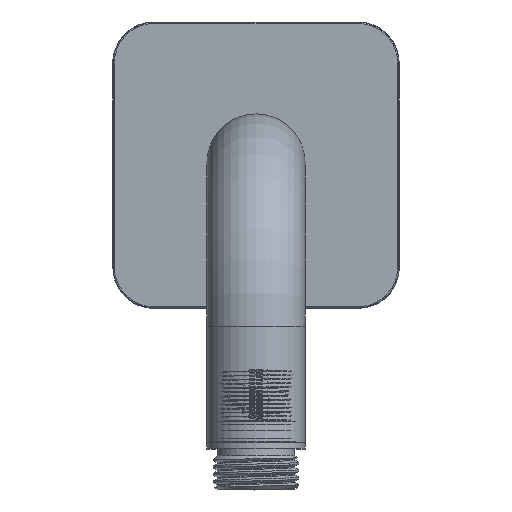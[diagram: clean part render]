
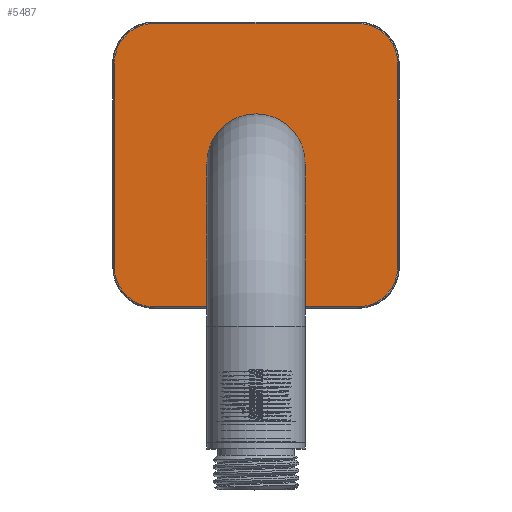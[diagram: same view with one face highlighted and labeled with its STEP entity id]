
A CAD part, top view. The second image highlights one B-rep face of the part: STEP entity #5487.
In plain terms, the highlighted face is planar.
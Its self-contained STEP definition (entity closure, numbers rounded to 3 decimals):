
#60=ELLIPSE('',#5910,9.703,9.7);
#61=ELLIPSE('',#5914,9.703,9.7);
#62=ELLIPSE('',#5917,9.703,9.7);
#63=ELLIPSE('',#5919,9.703,9.7);
#302=CIRCLE('',#5889,10.9);
#524=LINE('',#23016,#775);
#540=LINE('',#23064,#791);
#541=LINE('',#23092,#792);
#542=LINE('',#23120,#793);
#775=VECTOR('',#6689,1000.);
#791=VECTOR('',#6737,1000.);
#792=VECTOR('',#6746,1000.);
#793=VECTOR('',#6755,1000.);
#982=PLANE('',#5918);
#2167=ORIENTED_EDGE('',*,*,#3243,.F.);
#2168=ORIENTED_EDGE('',*,*,#3279,.T.);
#2169=ORIENTED_EDGE('',*,*,#3277,.T.);
#2170=ORIENTED_EDGE('',*,*,#3275,.T.);
#2171=ORIENTED_EDGE('',*,*,#3273,.T.);
#2172=ORIENTED_EDGE('',*,*,#3271,.T.);
#2173=ORIENTED_EDGE('',*,*,#3281,.T.);
#2174=ORIENTED_EDGE('',*,*,#3247,.T.);
#2175=ORIENTED_EDGE('',*,*,#3280,.T.);
#3243=EDGE_CURVE('',#3944,#3944,#302,.T.);
#3247=EDGE_CURVE('',#3945,#3948,#524,.F.);
#3271=EDGE_CURVE('',#3963,#3964,#540,.F.);
#3273=EDGE_CURVE('',#3965,#3963,#60,.T.);
#3275=EDGE_CURVE('',#3966,#3965,#541,.F.);
#3277=EDGE_CURVE('',#3967,#3966,#61,.T.);
#3279=EDGE_CURVE('',#3968,#3967,#542,.F.);
#3280=EDGE_CURVE('',#3948,#3968,#62,.T.);
#3281=EDGE_CURVE('',#3964,#3945,#63,.T.);
#3944=VERTEX_POINT('',#23007);
#3945=VERTEX_POINT('',#23010);
#3948=VERTEX_POINT('',#23015);
#3963=VERTEX_POINT('',#23061);
#3964=VERTEX_POINT('',#23063);
#3965=VERTEX_POINT('',#23087);
#3966=VERTEX_POINT('',#23091);
#3967=VERTEX_POINT('',#23115);
#3968=VERTEX_POINT('',#23119);
#4733=EDGE_LOOP('',(#2167));
#4734=EDGE_LOOP('',(#2168,#2169,#2170,#2171,#2172,#2173,#2174,#2175));
#5105=FACE_BOUND('',#4733,.T.);
#5106=FACE_BOUND('',#4734,.T.);
#5487=ADVANCED_FACE('',(#5105,#5106),#982,.T.);
#5889=AXIS2_PLACEMENT_3D('',#23006,#6680,#6681);
#5910=AXIS2_PLACEMENT_3D('',#23088,#6740,#6741);
#5914=AXIS2_PLACEMENT_3D('',#23116,#6749,#6750);
#5917=AXIS2_PLACEMENT_3D('',#23142,#6756,#6757);
#5918=AXIS2_PLACEMENT_3D('',#23143,#6758,#6759);
#5919=AXIS2_PLACEMENT_3D('',#23144,#6760,#6761);
#6680=DIRECTION('',(0.,-1.,0.));
#6681=DIRECTION('',(-1.,0.,0.));
#6689=DIRECTION('',(1.,0.,0.));
#6737=DIRECTION('',(0.,0.,-1.));
#6740=DIRECTION('',(0.,-1.,0.));
#6741=DIRECTION('',(-0.707,0.,0.707));
#6746=DIRECTION('',(-1.,0.,0.));
#6749=DIRECTION('',(0.,-1.,0.));
#6750=DIRECTION('',(0.707,0.,0.707));
#6755=DIRECTION('',(0.,0.,1.));
#6756=DIRECTION('',(0.,-1.,0.));
#6757=DIRECTION('',(0.707,0.,-0.707));
#6758=DIRECTION('',(0.,-1.,0.));
#6759=DIRECTION('',(1.,0.,0.));
#6760=DIRECTION('',(0.,-1.,0.));
#6761=DIRECTION('',(-0.707,0.,-0.707));
#23006=CARTESIAN_POINT('',(0.,-4.,0.));
#23007=CARTESIAN_POINT('',(-10.9,-4.,0.));
#23010=CARTESIAN_POINT('',(24.937,-4.,34.635));
#23015=CARTESIAN_POINT('',(-24.937,-4.,34.635));
#23016=CARTESIAN_POINT('',(0.,-4.,34.635));
#23061=CARTESIAN_POINT('',(34.635,-4.,-24.937));
#23063=CARTESIAN_POINT('',(34.635,-4.,24.937));
#23064=CARTESIAN_POINT('',(34.635,-4.,0.));
#23087=CARTESIAN_POINT('',(24.937,-4.,-34.635));
#23088=CARTESIAN_POINT('',(24.934,-4.,-24.934));
#23091=CARTESIAN_POINT('',(-24.937,-4.,-34.635));
#23092=CARTESIAN_POINT('',(0.,-4.,-34.635));
#23115=CARTESIAN_POINT('',(-34.635,-4.,-24.937));
#23116=CARTESIAN_POINT('',(-24.934,-4.,-24.934));
#23119=CARTESIAN_POINT('',(-34.635,-4.,24.937));
#23120=CARTESIAN_POINT('',(-34.635,-4.,0.));
#23142=CARTESIAN_POINT('',(-24.934,-4.,24.934));
#23143=CARTESIAN_POINT('',(0.,-4.,0.));
#23144=CARTESIAN_POINT('',(24.934,-4.,24.934));
